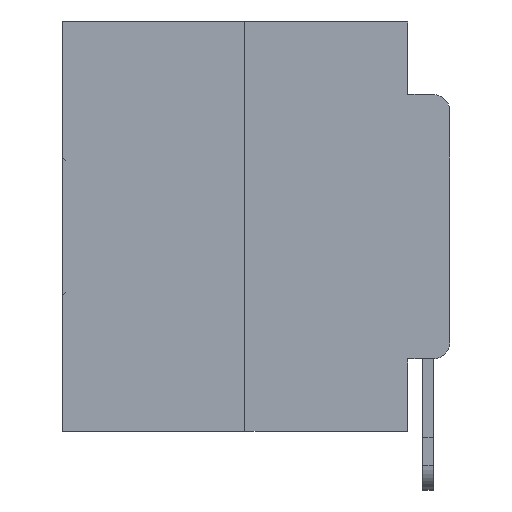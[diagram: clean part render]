
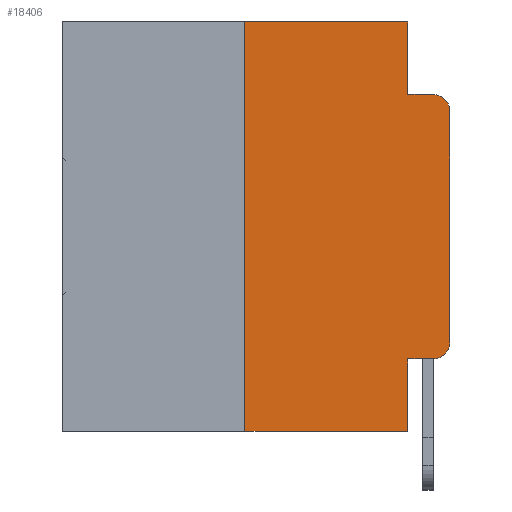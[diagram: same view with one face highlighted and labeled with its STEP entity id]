
A CAD part, left-side view. The second image highlights one B-rep face of the part: STEP entity #18406.
In plain terms, the highlighted planar face has unit normal (-1, 0, 0).
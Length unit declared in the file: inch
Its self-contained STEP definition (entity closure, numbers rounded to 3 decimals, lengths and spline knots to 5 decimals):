
#301 = ORIENTED_EDGE ( 'NONE', *, *, #29109, .F. ) ;
#432 = VECTOR ( 'NONE', #2238, 39.37008 ) ;
#497 = VERTEX_POINT ( 'NONE', #7988 ) ;
#725 = PLANE ( 'NONE',  #13884 ) ;
#1055 = DIRECTION ( 'NONE',  ( 0., 0., 1. ) ) ;
#1304 = LINE ( 'NONE', #23337, #6521 ) ;
#1448 = EDGE_CURVE ( 'NONE', #17927, #14773, #7234, .T. ) ;
#2238 = DIRECTION ( 'NONE',  ( 0., -1., 0. ) ) ;
#3197 = EDGE_CURVE ( 'NONE', #18053, #14773, #16109, .T. ) ;
#3230 = CARTESIAN_POINT ( 'NONE',  ( 0., 0.473, 0. ) ) ;
#3342 = DIRECTION ( 'NONE',  ( 0., 0., -1. ) ) ;
#3420 = DIRECTION ( 'NONE',  ( -1., 0., 0. ) ) ;
#3534 = CARTESIAN_POINT ( 'NONE',  ( 0., 0.02, -0.1085 ) ) ;
#3592 = VECTOR ( 'NONE', #28946, 39.37008 ) ;
#3669 = DIRECTION ( 'NONE',  ( -1., 0., 0. ) ) ;
#4804 = VERTEX_POINT ( 'NONE', #17926 ) ;
#4926 = EDGE_CURVE ( 'NONE', #9495, #18053, #5065, .T. ) ;
#5065 = LINE ( 'NONE', #18480, #29271 ) ;
#5283 = FACE_OUTER_BOUND ( 'NONE', #23091, .T. ) ;
#5704 = LINE ( 'NONE', #23990, #432 ) ;
#5915 = ORIENTED_EDGE ( 'NONE', *, *, #27648, .F. ) ;
#6069 = CARTESIAN_POINT ( 'NONE',  ( 0., 0.473, 0. ) ) ;
#6521 = VECTOR ( 'NONE', #13971, 39.37008 ) ;
#6870 = VECTOR ( 'NONE', #22785, 39.37008 ) ;
#7234 = LINE ( 'NONE', #12776, #12959 ) ;
#7988 = CARTESIAN_POINT ( 'NONE',  ( 0., 0.25, -0.5 ) ) ;
#9495 = VERTEX_POINT ( 'NONE', #19071 ) ;
#10162 = DIRECTION ( 'NONE',  ( 0., -1., 0. ) ) ;
#11404 = VECTOR ( 'NONE', #29691, 39.37008 ) ;
#11431 = VERTEX_POINT ( 'NONE', #18074 ) ;
#12776 = CARTESIAN_POINT ( 'NONE',  ( 0., 0.051, -0.0885 ) ) ;
#12959 = VECTOR ( 'NONE', #10162, 39.37008 ) ;
#12987 = ORIENTED_EDGE ( 'NONE', *, *, #4926, .T. ) ;
#13884 = AXIS2_PLACEMENT_3D ( 'NONE', #3230, #17840, #3342 ) ;
#13971 = DIRECTION ( 'NONE',  ( 0., -1., 0. ) ) ;
#14023 = AXIS2_PLACEMENT_3D ( 'NONE', #3534, #3420, #15225 ) ;
#14294 = ORIENTED_EDGE ( 'NONE', *, *, #18214, .T. ) ;
#14570 = LINE ( 'NONE', #18816, #26211 ) ;
#14773 = VERTEX_POINT ( 'NONE', #28964 ) ;
#15225 = DIRECTION ( 'NONE',  ( 0., 0., -1. ) ) ;
#15871 = VERTEX_POINT ( 'NONE', #30776 ) ;
#16039 = CARTESIAN_POINT ( 'NONE',  ( 0., 0., -0.1085 ) ) ;
#16109 = CIRCLE ( 'NONE', #14023, 0.02 ) ;
#17840 = DIRECTION ( 'NONE',  ( 1., 0., 0. ) ) ;
#17926 = CARTESIAN_POINT ( 'NONE',  ( 0., 0.051, -0.5 ) ) ;
#17927 = VERTEX_POINT ( 'NONE', #24787 ) ;
#18053 = VERTEX_POINT ( 'NONE', #16039 ) ;
#18074 = CARTESIAN_POINT ( 'NONE',  ( 0., 0.25, 0. ) ) ;
#18134 = CARTESIAN_POINT ( 'NONE',  ( 0., 0.02, -0.3915 ) ) ;
#18214 = EDGE_CURVE ( 'NONE', #497, #4804, #5704, .T. ) ;
#18406 = ADVANCED_FACE ( 'NONE', ( #5283 ), #725, .F. ) ;
#18480 = CARTESIAN_POINT ( 'NONE',  ( 0., 0., 0. ) ) ;
#18623 = VERTEX_POINT ( 'NONE', #20813 ) ;
#18810 = CARTESIAN_POINT ( 'NONE',  ( 0., 0.02, -0.4115 ) ) ;
#18816 = CARTESIAN_POINT ( 'NONE',  ( 0., 0.051, 0. ) ) ;
#19071 = CARTESIAN_POINT ( 'NONE',  ( 0., 0., -0.3915 ) ) ;
#20569 = DIRECTION ( 'NONE',  ( 0., 0., -1. ) ) ;
#20813 = CARTESIAN_POINT ( 'NONE',  ( 0., 0.051, 0. ) ) ;
#21921 = AXIS2_PLACEMENT_3D ( 'NONE', #18134, #3669, #20569 ) ;
#22770 = ORIENTED_EDGE ( 'NONE', *, *, #26198, .T. ) ;
#22785 = DIRECTION ( 'NONE',  ( 0., -1., 0. ) ) ;
#23091 = EDGE_LOOP ( 'NONE', ( #12987, #27251, #26955, #29647, #25942, #301, #14294, #5915, #22770, #30716 ) ) ;
#23337 = CARTESIAN_POINT ( 'NONE',  ( 0., 0.051, -0.4115 ) ) ;
#23990 = CARTESIAN_POINT ( 'NONE',  ( 0., 0.473, -0.5 ) ) ;
#24380 = EDGE_CURVE ( 'NONE', #11431, #18623, #25049, .T. ) ;
#24722 = EDGE_CURVE ( 'NONE', #27043, #9495, #29128, .T. ) ;
#24787 = CARTESIAN_POINT ( 'NONE',  ( 0., 0.051, -0.0885 ) ) ;
#25049 = LINE ( 'NONE', #6069, #6870 ) ;
#25942 = ORIENTED_EDGE ( 'NONE', *, *, #24380, .F. ) ;
#26198 = EDGE_CURVE ( 'NONE', #15871, #27043, #1304, .T. ) ;
#26211 = VECTOR ( 'NONE', #30200, 39.37008 ) ;
#26760 = CARTESIAN_POINT ( 'NONE',  ( 0., 0.25, 0. ) ) ;
#26955 = ORIENTED_EDGE ( 'NONE', *, *, #1448, .F. ) ;
#27043 = VERTEX_POINT ( 'NONE', #18810 ) ;
#27251 = ORIENTED_EDGE ( 'NONE', *, *, #3197, .T. ) ;
#27512 = CARTESIAN_POINT ( 'NONE',  ( 0., 0.051, 0. ) ) ;
#27648 = EDGE_CURVE ( 'NONE', #15871, #4804, #30453, .T. ) ;
#28946 = DIRECTION ( 'NONE',  ( 0., 0., 1. ) ) ;
#28964 = CARTESIAN_POINT ( 'NONE',  ( 0., 0.02, -0.0885 ) ) ;
#29109 = EDGE_CURVE ( 'NONE', #497, #11431, #29389, .T. ) ;
#29128 = CIRCLE ( 'NONE', #21921, 0.02 ) ;
#29271 = VECTOR ( 'NONE', #1055, 39.37008 ) ;
#29389 = LINE ( 'NONE', #26760, #3592 ) ;
#29647 = ORIENTED_EDGE ( 'NONE', *, *, #30565, .F. ) ;
#29691 = DIRECTION ( 'NONE',  ( 0., 0., -1. ) ) ;
#30200 = DIRECTION ( 'NONE',  ( 0., 0., -1. ) ) ;
#30453 = LINE ( 'NONE', #27512, #11404 ) ;
#30565 = EDGE_CURVE ( 'NONE', #18623, #17927, #14570, .T. ) ;
#30716 = ORIENTED_EDGE ( 'NONE', *, *, #24722, .T. ) ;
#30776 = CARTESIAN_POINT ( 'NONE',  ( 0., 0.051, -0.4115 ) ) ;
